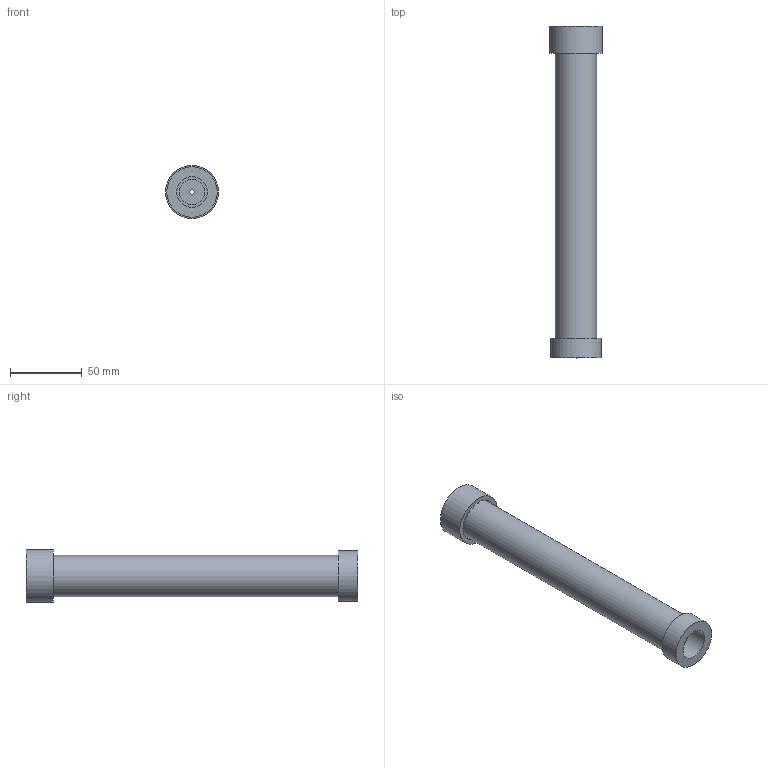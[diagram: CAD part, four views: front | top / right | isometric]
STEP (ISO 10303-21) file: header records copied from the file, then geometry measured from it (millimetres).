
FILE_DESCRIPTION((''),'2;1');
FILE_NAME('AC#3-100_R0.stp','2016-11-09T16:17:29',('salesdesk5'),(''),'Autodesk Inventor 2009','Autodesk Inventor 2009','');
FILE_SCHEMA(('AUTOMOTIVE_DESIGN { 1 0 10303 214 1 1 1 1 }'));
Length unit declared in the file: inch
Products named in the file (4): AC#3-100_R0; AC-2B-100-S; AC-100-TUBE; AC-DC-100_R1
Assembly tree (3 placements, depth 2):
  AC#3-100_R0
    AC-2B-100-S
    AC-100-TUBE
    AC-DC-100_R1
Bounding box: 36.83 x 230.76 x 36.83 mm (x, y, z)
Volume: 55399.3 mm3; surface area: 46386.2 mm2
Topology: 3 solids, 3 shells, 20 faces, 30 edges, 20 vertices
Faces by surface type: plane 10, cylinder 9, bspline 1
Full cylindrical faces by diameter (mm): 17.475 x1, 21.336 x1, 25.527 x1, 25.654 x1, 27.432 x1, 28.575 x1, 30.48 x1, 35.052 x1, 36.83 x1
Entity records: 549 total; most frequent: DIRECTION 92, CARTESIAN_POINT 84, AXIS2_PLACEMENT_3D 46, ORIENTED_EDGE 40, EDGE_LOOP 40, VERTEX_POINT 20, CIRCLE 20, EDGE_CURVE 20
